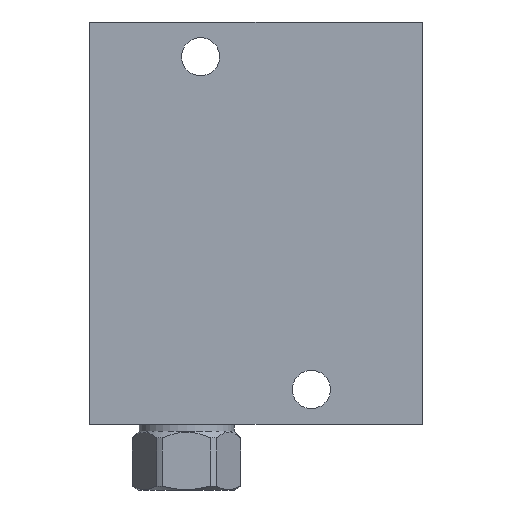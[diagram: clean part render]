
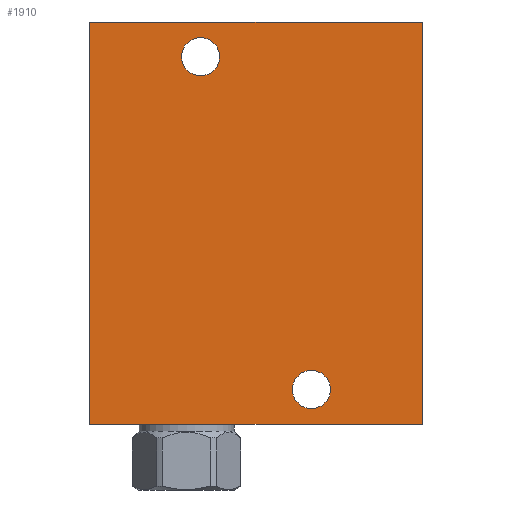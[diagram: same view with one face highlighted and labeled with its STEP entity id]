
A CAD part, front view. The second image highlights one B-rep face of the part: STEP entity #1910.
In plain terms, the highlighted planar face has unit normal (0, -1, 0).
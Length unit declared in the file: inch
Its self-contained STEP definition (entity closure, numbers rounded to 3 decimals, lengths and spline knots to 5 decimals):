
#5=DIRECTION('',(1.,0.,0.));
#6=VECTOR('',#5,3.);
#7=CARTESIAN_POINT('',(0.,-1.25,0.));
#8=LINE('',#7,#6);
#75=DIRECTION('',(0.,0.,1.));
#76=VECTOR('',#75,3.625);
#77=CARTESIAN_POINT('',(3.,-1.25,0.));
#78=LINE('',#77,#76);
#99=DIRECTION('',(0.,0.,1.));
#100=VECTOR('',#99,3.625);
#101=CARTESIAN_POINT('',(0.,-1.25,0.));
#102=LINE('',#101,#100);
#103=CARTESIAN_POINT('',(1.,-1.25,3.312));
#104=DIRECTION('',(0.,-1.,0.));
#105=DIRECTION('',(-1.,0.,0.));
#106=AXIS2_PLACEMENT_3D('',#103,#104,#105);
#108=CARTESIAN_POINT('',(1.,-1.25,3.312));
#109=DIRECTION('',(0.,-1.,0.));
#110=DIRECTION('',(1.,0.,0.));
#111=AXIS2_PLACEMENT_3D('',#108,#109,#110);
#113=CARTESIAN_POINT('',(2.,-1.25,0.312));
#114=DIRECTION('',(0.,-1.,0.));
#115=DIRECTION('',(-1.,0.,0.));
#116=AXIS2_PLACEMENT_3D('',#113,#114,#115);
#118=CARTESIAN_POINT('',(2.,-1.25,0.312));
#119=DIRECTION('',(0.,-1.,0.));
#120=DIRECTION('',(1.,0.,0.));
#121=AXIS2_PLACEMENT_3D('',#118,#119,#120);
#135=DIRECTION('',(1.,0.,0.));
#136=VECTOR('',#135,3.);
#137=CARTESIAN_POINT('',(0.,-1.25,3.625));
#138=LINE('',#137,#136);
#1586=CARTESIAN_POINT('',(0.,-1.25,0.));
#1588=VERTEX_POINT('',#1586);
#1589=CARTESIAN_POINT('',(3.,-1.25,0.));
#1590=VERTEX_POINT('',#1589);
#1594=CARTESIAN_POINT('',(0.,-1.25,3.625));
#1596=VERTEX_POINT('',#1594);
#1597=CARTESIAN_POINT('',(3.,-1.25,3.625));
#1598=VERTEX_POINT('',#1597);
#1697=CARTESIAN_POINT('',(0.828,-1.25,3.312));
#1698=CARTESIAN_POINT('',(1.172,-1.25,3.312));
#1699=VERTEX_POINT('',#1697);
#1700=VERTEX_POINT('',#1698);
#1705=CARTESIAN_POINT('',(1.828,-1.25,0.312));
#1706=CARTESIAN_POINT('',(2.172,-1.25,0.312));
#1707=VERTEX_POINT('',#1705);
#1708=VERTEX_POINT('',#1706);
#1886=CARTESIAN_POINT('',(0.,-1.25,0.));
#1887=DIRECTION('',(0.,-1.,0.));
#1888=DIRECTION('',(1.,0.,0.));
#1889=AXIS2_PLACEMENT_3D('',#1886,#1887,#1888);
#1890=PLANE('',#1889);
#1891=ORIENTED_EDGE('',*,*,#1792,.F.);
#1892=ORIENTED_EDGE('',*,*,#1817,.T.);
#1894=ORIENTED_EDGE('',*,*,#1893,.T.);
#1895=ORIENTED_EDGE('',*,*,#1866,.F.);
#1896=EDGE_LOOP('',(#1891,#1892,#1894,#1895));
#1897=FACE_OUTER_BOUND('',#1896,.F.);
#1899=ORIENTED_EDGE('',*,*,#1898,.T.);
#1901=ORIENTED_EDGE('',*,*,#1900,.T.);
#1902=EDGE_LOOP('',(#1899,#1901));
#1903=FACE_BOUND('',#1902,.F.);
#1905=ORIENTED_EDGE('',*,*,#1904,.T.);
#1907=ORIENTED_EDGE('',*,*,#1906,.T.);
#1908=EDGE_LOOP('',(#1905,#1907));
#1909=FACE_BOUND('',#1908,.F.);
#1910=ADVANCED_FACE('',(#1897,#1903,#1909),#1890,.T.);
#107=CIRCLE('',#106,0.172);
#112=CIRCLE('',#111,0.172);
#117=CIRCLE('',#116,0.172);
#122=CIRCLE('',#121,0.172);
#1792=EDGE_CURVE('',#1588,#1590,#8,.T.);
#1817=EDGE_CURVE('',#1588,#1596,#102,.T.);
#1866=EDGE_CURVE('',#1590,#1598,#78,.T.);
#1893=EDGE_CURVE('',#1596,#1598,#138,.T.);
#1898=EDGE_CURVE('',#1699,#1700,#107,.T.);
#1900=EDGE_CURVE('',#1700,#1699,#112,.T.);
#1904=EDGE_CURVE('',#1707,#1708,#117,.T.);
#1906=EDGE_CURVE('',#1708,#1707,#122,.T.);
